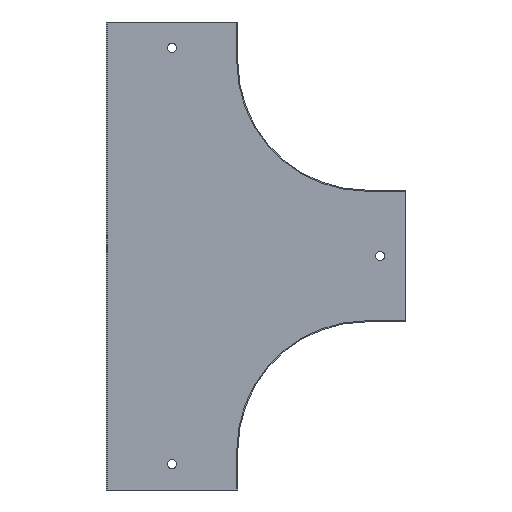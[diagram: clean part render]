
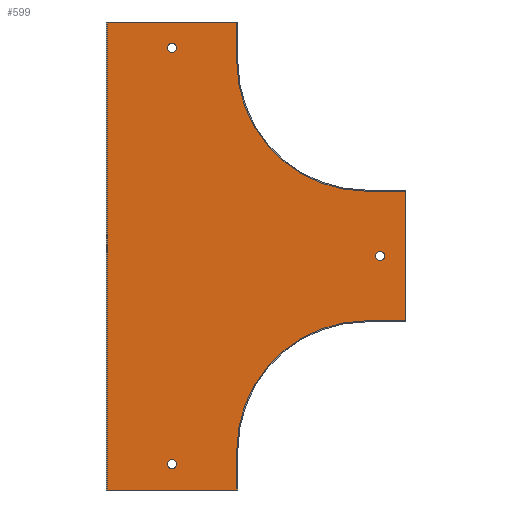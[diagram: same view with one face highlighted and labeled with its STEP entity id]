
A CAD part, front view. The second image highlights one B-rep face of the part: STEP entity #599.
In plain terms, the highlighted planar face has unit normal (0, -1, 0).
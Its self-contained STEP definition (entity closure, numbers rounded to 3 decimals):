
#3 = DIRECTION ( 'NONE',  ( 0., 0., 1. ) ) ;
#5 = PLANE ( 'NONE',  #265 ) ;
#81 = CARTESIAN_POINT ( 'NONE',  ( 0., 0., 0. ) ) ;
#93 = DIRECTION ( 'NONE',  ( 0., 1., 0. ) ) ;
#142 = ORIENTED_EDGE ( 'NONE', *, *, #716, .T. ) ;
#143 = ORIENTED_EDGE ( 'NONE', *, *, #708, .T. ) ;
#144 = ORIENTED_EDGE ( 'NONE', *, *, #714, .T. ) ;
#145 = ORIENTED_EDGE ( 'NONE', *, *, #713, .T. ) ;
#146 = ORIENTED_EDGE ( 'NONE', *, *, #712, .F. ) ;
#147 = ORIENTED_EDGE ( 'NONE', *, *, #743, .F. ) ;
#148 = ORIENTED_EDGE ( 'NONE', *, *, #741, .F. ) ;
#149 = ORIENTED_EDGE ( 'NONE', *, *, #739, .F. ) ;
#150 = ORIENTED_EDGE ( 'NONE', *, *, #729, .F. ) ;
#152 = ORIENTED_EDGE ( 'NONE', *, *, #730, .T. ) ;
#154 = ORIENTED_EDGE ( 'NONE', *, *, #734, .T. ) ;
#155 = ORIENTED_EDGE ( 'NONE', *, *, #737, .T. ) ;
#156 = ORIENTED_EDGE ( 'NONE', *, *, #732, .T. ) ;
#181 = VERTEX_POINT ( 'NONE', #654 ) ;
#182 = VERTEX_POINT ( 'NONE', #658 ) ;
#183 = VERTEX_POINT ( 'NONE', #652 ) ;
#186 = VERTEX_POINT ( 'NONE', #650 ) ;
#190 = VERTEX_POINT ( 'NONE', #649 ) ;
#191 = VERTEX_POINT ( 'NONE', #648 ) ;
#201 = VERTEX_POINT ( 'NONE', #638 ) ;
#205 = VERTEX_POINT ( 'NONE', #634 ) ;
#208 = VERTEX_POINT ( 'NONE', #631 ) ;
#209 = VERTEX_POINT ( 'NONE', #628 ) ;
#265 = AXIS2_PLACEMENT_3D ( 'NONE', #81, #93, #3 ) ;
#292 = DIRECTION ( 'NONE',  ( 0., 0., 1. ) ) ;
#318 = AXIS2_PLACEMENT_3D ( 'NONE', #694, #693, #666 ) ;
#319 = AXIS2_PLACEMENT_3D ( 'NONE', #472, #466, #292 ) ;
#321 = AXIS2_PLACEMENT_3D ( 'NONE', #361, #349, #457 ) ;
#326 = AXIS2_PLACEMENT_3D ( 'NONE', #403, #397, #409 ) ;
#330 = AXIS2_PLACEMENT_3D ( 'NONE', #455, #442, #453 ) ;
#347 = DIRECTION ( 'NONE',  ( 0., 0., 1. ) ) ;
#349 = DIRECTION ( 'NONE',  ( 0., 1., 0. ) ) ;
#361 = CARTESIAN_POINT ( 'NONE',  ( 0., 0., -342. ) ) ;
#385 = CARTESIAN_POINT ( 'NONE',  ( 50.2, 0., 0. ) ) ;
#392 = CARTESIAN_POINT ( 'NONE',  ( 181., 0., 0. ) ) ;
#397 = DIRECTION ( 'NONE',  ( 0., 1., 0. ) ) ;
#403 = CARTESIAN_POINT ( 'NONE',  ( 150., 0., -331. ) ) ;
#404 = CARTESIAN_POINT ( 'NONE',  ( 0., 0., -231.2 ) ) ;
#409 = DIRECTION ( 'NONE',  ( 0., 0., 1. ) ) ;
#410 = DIRECTION ( 'NONE',  ( 1., 0., 0. ) ) ;
#415 = DIRECTION ( 'NONE',  ( 1., 0., 0. ) ) ;
#422 = DIRECTION ( 'NONE',  ( 0., 0., 1. ) ) ;
#423 = CARTESIAN_POINT ( 'NONE',  ( 0., 0., -362. ) ) ;
#425 = DIRECTION ( 'NONE',  ( 1., 0., 0. ) ) ;
#430 = DIRECTION ( 'NONE',  ( 0., 0., 1. ) ) ;
#440 = CARTESIAN_POINT ( 'NONE',  ( 0., 0., -130.8 ) ) ;
#442 = DIRECTION ( 'NONE',  ( 0., 1., 0. ) ) ;
#445 = CARTESIAN_POINT ( 'NONE',  ( -50.2, 0., 0. ) ) ;
#453 = DIRECTION ( 'NONE',  ( 0., 0., 1. ) ) ;
#455 = CARTESIAN_POINT ( 'NONE',  ( 161., 0., -181. ) ) ;
#457 = DIRECTION ( 'NONE',  ( 0., 0., -1. ) ) ;
#466 = DIRECTION ( 'NONE',  ( 0., 1., 0. ) ) ;
#467 = CARTESIAN_POINT ( 'NONE',  ( 0., 0., 0. ) ) ;
#472 = CARTESIAN_POINT ( 'NONE',  ( 0., 0., -20. ) ) ;
#476 = VERTEX_POINT ( 'NONE', #681 ) ;
#477 = VERTEX_POINT ( 'NONE', #671 ) ;
#487 = CIRCLE ( 'NONE', #318, 99.8 ) ;
#488 = VECTOR ( 'NONE', #685, 1000. ) ;
#491 = LINE ( 'NONE', #686, #488 ) ;
#494 = VECTOR ( 'NONE', #661, 1000. ) ;
#496 = LINE ( 'NONE', #467, #494 ) ;
#498 = CIRCLE ( 'NONE', #319, 3.5 ) ;
#502 = VECTOR ( 'NONE', #430, 1000. ) ;
#504 = VERTEX_POINT ( 'NONE', #665 ) ;
#506 = CIRCLE ( 'NONE', #321, 3.5 ) ;
#507 = VECTOR ( 'NONE', #415, 1000. ) ;
#509 = VECTOR ( 'NONE', #422, 1000. ) ;
#510 = LINE ( 'NONE', #423, #507 ) ;
#512 = LINE ( 'NONE', #445, #509 ) ;
#514 = LINE ( 'NONE', #385, #502 ) ;
#528 = LINE ( 'NONE', #404, #531 ) ;
#530 = VECTOR ( 'NONE', #425, 1000. ) ;
#531 = VECTOR ( 'NONE', #410, 1000. ) ;
#534 = LINE ( 'NONE', #392, #539 ) ;
#539 = VECTOR ( 'NONE', #347, 1000. ) ;
#545 = FACE_OUTER_BOUND ( 'NONE', #796, .T. ) ;
#546 = FACE_BOUND ( 'NONE', #802, .T. ) ;
#548 = FACE_BOUND ( 'NONE', #793, .T. ) ;
#549 = FACE_BOUND ( 'NONE', #792, .T. ) ;
#584 = CIRCLE ( 'NONE', #330, 3.5 ) ;
#588 = LINE ( 'NONE', #440, #530 ) ;
#589 = CIRCLE ( 'NONE', #326, 99.8 ) ;
#599 = ADVANCED_FACE ( 'NONE', ( #549, #545, #548, #546 ), #5, .F. ) ;
#628 = CARTESIAN_POINT ( 'NONE',  ( 50.2, 0., -331. ) ) ;
#631 = CARTESIAN_POINT ( 'NONE',  ( 150., 0., -231.2 ) ) ;
#634 = CARTESIAN_POINT ( 'NONE',  ( 50.2, 0., -362. ) ) ;
#638 = CARTESIAN_POINT ( 'NONE',  ( -50.2, 0., -362. ) ) ;
#648 = CARTESIAN_POINT ( 'NONE',  ( 181., 0., -130.8 ) ) ;
#649 = CARTESIAN_POINT ( 'NONE',  ( -50.2, 0., 0. ) ) ;
#650 = CARTESIAN_POINT ( 'NONE',  ( 150., 0., -130.8 ) ) ;
#652 = CARTESIAN_POINT ( 'NONE',  ( 50.2, 0., 0. ) ) ;
#654 = CARTESIAN_POINT ( 'NONE',  ( 181., 0., -231.2 ) ) ;
#658 = CARTESIAN_POINT ( 'NONE',  ( 50.2, 0., -31. ) ) ;
#661 = DIRECTION ( 'NONE',  ( 1., 0., 0. ) ) ;
#665 = CARTESIAN_POINT ( 'NONE',  ( 161., 0., -177.5 ) ) ;
#666 = DIRECTION ( 'NONE',  ( 0., 0., 1. ) ) ;
#671 = CARTESIAN_POINT ( 'NONE',  ( 0., 0., -345.5 ) ) ;
#681 = CARTESIAN_POINT ( 'NONE',  ( 0., 0., -16.5 ) ) ;
#685 = DIRECTION ( 'NONE',  ( 0., 0., -1. ) ) ;
#686 = CARTESIAN_POINT ( 'NONE',  ( 50.2, 0., 0. ) ) ;
#693 = DIRECTION ( 'NONE',  ( 0., -1., 0. ) ) ;
#694 = CARTESIAN_POINT ( 'NONE',  ( 150., 0., -31. ) ) ;
#708 = EDGE_CURVE ( 'NONE', #504, #504, #584, .T. ) ;
#712 = EDGE_CURVE ( 'NONE', #186, #191, #588, .T. ) ;
#713 = EDGE_CURVE ( 'NONE', #181, #191, #534, .T. ) ;
#714 = EDGE_CURVE ( 'NONE', #209, #208, #589, .T. ) ;
#716 = EDGE_CURVE ( 'NONE', #208, #181, #528, .T. ) ;
#729 = EDGE_CURVE ( 'NONE', #201, #190, #512, .T. ) ;
#730 = EDGE_CURVE ( 'NONE', #201, #205, #510, .T. ) ;
#732 = EDGE_CURVE ( 'NONE', #477, #477, #506, .T. ) ;
#734 = EDGE_CURVE ( 'NONE', #205, #209, #514, .T. ) ;
#737 = EDGE_CURVE ( 'NONE', #476, #476, #498, .T. ) ;
#739 = EDGE_CURVE ( 'NONE', #190, #183, #496, .T. ) ;
#741 = EDGE_CURVE ( 'NONE', #183, #182, #491, .T. ) ;
#743 = EDGE_CURVE ( 'NONE', #182, #186, #487, .T. ) ;
#792 = EDGE_LOOP ( 'NONE', ( #143 ) ) ;
#793 = EDGE_LOOP ( 'NONE', ( #155 ) ) ;
#796 = EDGE_LOOP ( 'NONE', ( #144, #142, #145, #146, #147, #148, #149, #150, #152, #154 ) ) ;
#802 = EDGE_LOOP ( 'NONE', ( #156 ) ) ;
